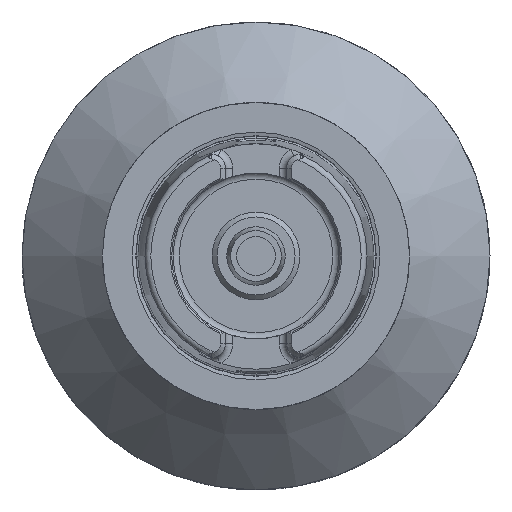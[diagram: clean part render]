
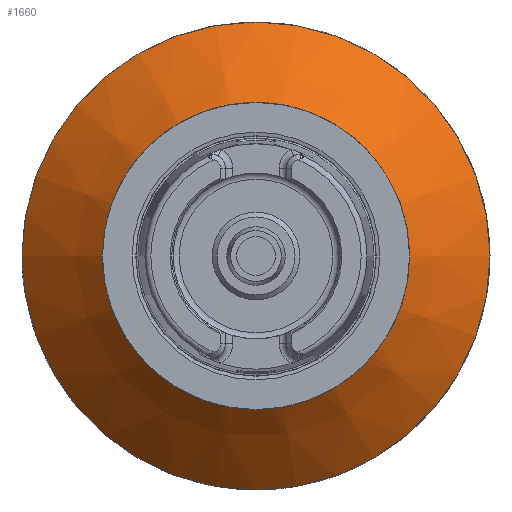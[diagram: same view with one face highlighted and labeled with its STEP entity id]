
A CAD part, left-side view. The second image highlights one B-rep face of the part: STEP entity #1660.
In plain terms, the highlighted conical face has half-angle 45 degrees and reference radius 37.125 mm.
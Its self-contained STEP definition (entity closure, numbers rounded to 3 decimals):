
#1307=CARTESIAN_POINT('',(75.,48.,0.0));
#1308=VERTEX_POINT('',#1307);
#1309=CARTESIAN_POINT('',(75.,0.0,0.0));
#1310=DIRECTION('',(1.0,0.0,0.0));
#1311=DIRECTION('',(0.0,1.0,0.0));
#1312=AXIS2_PLACEMENT_3D('',#1309,#1310,#1311);
#1313=CIRCLE('',#1312,48.);
#1314=EDGE_CURVE('',#1308,#1308,#1313,.T.);
#1626=CARTESIAN_POINT('',(53.25,26.25,0.0));
#1627=VERTEX_POINT('',#1626);
#1628=CARTESIAN_POINT('',(53.25,0.0,0.0));
#1629=DIRECTION('',(1.0,0.0,0.0));
#1630=DIRECTION('',(0.0,1.0,0.0));
#1631=AXIS2_PLACEMENT_3D('',#1628,#1629,#1630);
#1632=CIRCLE('',#1631,26.25);
#1633=EDGE_CURVE('',#1627,#1627,#1632,.T.);
#1649=CARTESIAN_POINT('',(64.125,0.0,0.0));
#1650=DIRECTION('',(1.0,0.0,0.0));
#1651=DIRECTION('',(0.0,1.0,0.0));
#1652=AXIS2_PLACEMENT_3D('',#1649,#1650,#1651);
#1653=CONICAL_SURFACE('',#1652,37.125,45.);
#1654=ORIENTED_EDGE('',*,*,#1314,.F.);
#1655=EDGE_LOOP('',(#1654));
#1656=FACE_OUTER_BOUND('',#1655,.T.);
#1657=ORIENTED_EDGE('',*,*,#1633,.T.);
#1658=EDGE_LOOP('',(#1657));
#1659=FACE_BOUND('',#1658,.T.);
#1660=ADVANCED_FACE('',(#1656,#1659),#1653,.T.);
